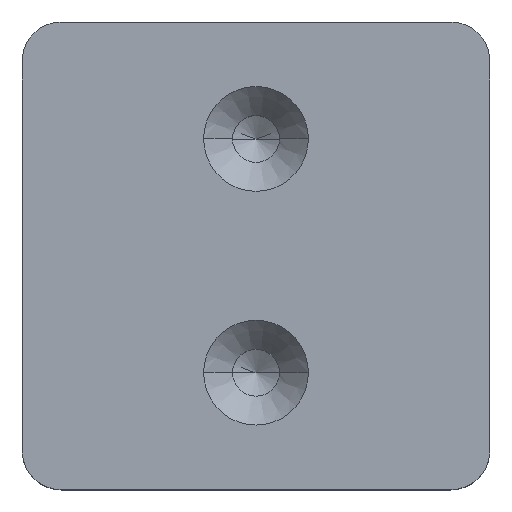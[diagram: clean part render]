
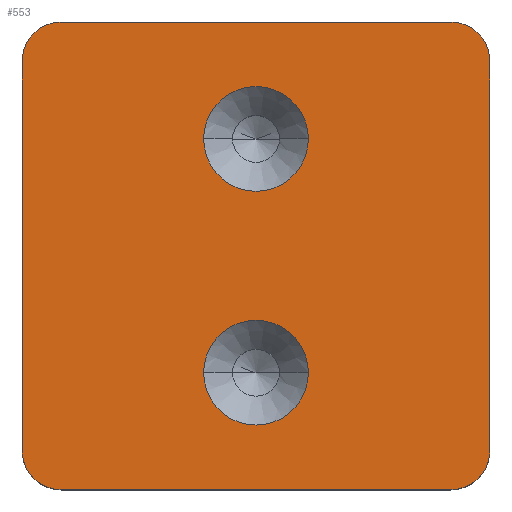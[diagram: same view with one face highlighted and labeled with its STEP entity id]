
A CAD part, top view. The second image highlights one B-rep face of the part: STEP entity #553.
In plain terms, the highlighted planar face has unit normal (0, 0, 1).
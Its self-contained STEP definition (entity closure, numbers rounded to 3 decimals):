
#46=CARTESIAN_POINT('',(0.,15.,0.));
#47=DIRECTION('',(0.,0.,1.));
#48=DIRECTION('',(-1.,0.,0.));
#49=AXIS2_PLACEMENT_3D('',#46,#47,#48);
#51=CARTESIAN_POINT('',(0.,15.,0.));
#52=DIRECTION('',(0.,0.,1.));
#53=DIRECTION('',(1.,0.,0.));
#54=AXIS2_PLACEMENT_3D('',#51,#52,#53);
#56=CARTESIAN_POINT('',(0.,-15.,0.));
#57=DIRECTION('',(0.,0.,1.));
#58=DIRECTION('',(-1.,0.,0.));
#59=AXIS2_PLACEMENT_3D('',#56,#57,#58);
#61=CARTESIAN_POINT('',(0.,-15.,0.));
#62=DIRECTION('',(0.,0.,1.));
#63=DIRECTION('',(1.,0.,0.));
#64=AXIS2_PLACEMENT_3D('',#61,#62,#63);
#66=CARTESIAN_POINT('',(25.,25.,0.));
#67=DIRECTION('',(0.,0.,1.));
#68=DIRECTION('',(1.,0.,0.));
#69=AXIS2_PLACEMENT_3D('',#66,#67,#68);
#71=DIRECTION('',(0.,1.,0.));
#72=VECTOR('',#71,50.);
#73=CARTESIAN_POINT('',(30.,-25.,0.));
#74=LINE('',#73,#72);
#75=CARTESIAN_POINT('',(25.,-25.,0.));
#76=DIRECTION('',(0.,0.,1.));
#77=DIRECTION('',(0.,-1.,0.));
#78=AXIS2_PLACEMENT_3D('',#75,#76,#77);
#80=DIRECTION('',(1.,0.,0.));
#81=VECTOR('',#80,50.);
#82=CARTESIAN_POINT('',(-25.,-30.,0.));
#83=LINE('',#82,#81);
#84=CARTESIAN_POINT('',(-25.,-25.,0.));
#85=DIRECTION('',(0.,0.,1.));
#86=DIRECTION('',(-1.,0.,0.));
#87=AXIS2_PLACEMENT_3D('',#84,#85,#86);
#89=DIRECTION('',(0.,-1.,0.));
#90=VECTOR('',#89,50.);
#91=CARTESIAN_POINT('',(-30.,25.,0.));
#92=LINE('',#91,#90);
#93=CARTESIAN_POINT('',(-25.,25.,0.));
#94=DIRECTION('',(0.,0.,1.));
#95=DIRECTION('',(0.,1.,0.));
#96=AXIS2_PLACEMENT_3D('',#93,#94,#95);
#98=DIRECTION('',(-1.,0.,0.));
#99=VECTOR('',#98,50.);
#100=CARTESIAN_POINT('',(25.,30.,0.));
#101=LINE('',#100,#99);
#436=CARTESIAN_POINT('',(-6.72,15.,0.));
#437=CARTESIAN_POINT('',(6.72,15.,0.));
#438=VERTEX_POINT('',#436);
#439=VERTEX_POINT('',#437);
#450=CARTESIAN_POINT('',(-6.72,-15.,0.));
#451=CARTESIAN_POINT('',(6.72,-15.,0.));
#452=VERTEX_POINT('',#450);
#453=VERTEX_POINT('',#451);
#458=CARTESIAN_POINT('',(30.,25.,0.));
#459=VERTEX_POINT('',#458);
#460=CARTESIAN_POINT('',(25.,30.,0.));
#461=VERTEX_POINT('',#460);
#482=CARTESIAN_POINT('',(-25.,30.,0.));
#483=VERTEX_POINT('',#482);
#484=CARTESIAN_POINT('',(-30.,25.,0.));
#485=VERTEX_POINT('',#484);
#498=CARTESIAN_POINT('',(25.,-30.,0.));
#499=VERTEX_POINT('',#498);
#500=CARTESIAN_POINT('',(30.,-25.,0.));
#501=VERTEX_POINT('',#500);
#506=CARTESIAN_POINT('',(-30.,-25.,0.));
#507=VERTEX_POINT('',#506);
#508=CARTESIAN_POINT('',(-25.,-30.,0.));
#509=VERTEX_POINT('',#508);
#518=CARTESIAN_POINT('',(0.,0.,0.));
#519=DIRECTION('',(0.,0.,1.));
#520=DIRECTION('',(1.,0.,0.));
#521=AXIS2_PLACEMENT_3D('',#518,#519,#520);
#522=PLANE('',#521);
#524=ORIENTED_EDGE('',*,*,#523,.F.);
#526=ORIENTED_EDGE('',*,*,#525,.F.);
#528=ORIENTED_EDGE('',*,*,#527,.F.);
#530=ORIENTED_EDGE('',*,*,#529,.F.);
#532=ORIENTED_EDGE('',*,*,#531,.F.);
#534=ORIENTED_EDGE('',*,*,#533,.F.);
#536=ORIENTED_EDGE('',*,*,#535,.F.);
#538=ORIENTED_EDGE('',*,*,#537,.F.);
#539=EDGE_LOOP('',(#524,#526,#528,#530,#532,#534,#536,#538));
#540=FACE_OUTER_BOUND('',#539,.F.);
#542=ORIENTED_EDGE('',*,*,#541,.T.);
#544=ORIENTED_EDGE('',*,*,#543,.T.);
#545=EDGE_LOOP('',(#542,#544));
#546=FACE_BOUND('',#545,.F.);
#548=ORIENTED_EDGE('',*,*,#547,.T.);
#550=ORIENTED_EDGE('',*,*,#549,.T.);
#551=EDGE_LOOP('',(#548,#550));
#552=FACE_BOUND('',#551,.F.);
#553=ADVANCED_FACE('',(#540,#546,#552),#522,.T.);
#50=CIRCLE('',#49,6.72);
#55=CIRCLE('',#54,6.72);
#60=CIRCLE('',#59,6.72);
#65=CIRCLE('',#64,6.72);
#70=CIRCLE('',#69,5.);
#79=CIRCLE('',#78,5.);
#88=CIRCLE('',#87,5.);
#97=CIRCLE('',#96,5.);
#523=EDGE_CURVE('',#459,#461,#70,.T.);
#525=EDGE_CURVE('',#501,#459,#74,.T.);
#527=EDGE_CURVE('',#499,#501,#79,.T.);
#529=EDGE_CURVE('',#509,#499,#83,.T.);
#531=EDGE_CURVE('',#507,#509,#88,.T.);
#533=EDGE_CURVE('',#485,#507,#92,.T.);
#535=EDGE_CURVE('',#483,#485,#97,.T.);
#537=EDGE_CURVE('',#461,#483,#101,.T.);
#541=EDGE_CURVE('',#452,#453,#60,.T.);
#543=EDGE_CURVE('',#453,#452,#65,.T.);
#547=EDGE_CURVE('',#438,#439,#50,.T.);
#549=EDGE_CURVE('',#439,#438,#55,.T.);
